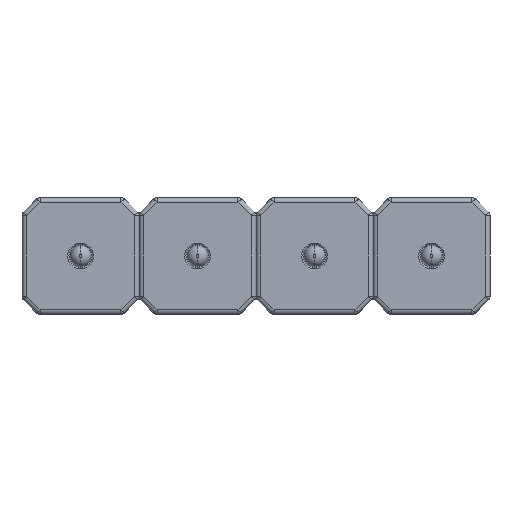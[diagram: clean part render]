
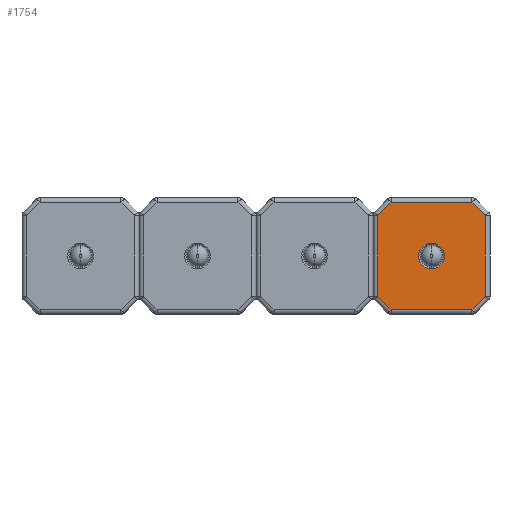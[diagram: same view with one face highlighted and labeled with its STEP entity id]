
A CAD part, front view. The second image highlights one B-rep face of the part: STEP entity #1754.
In plain terms, the highlighted planar face has unit normal (0, -1, 0).
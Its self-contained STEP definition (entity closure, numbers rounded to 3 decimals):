
#14 = AXIS2_PLACEMENT_3D ( 'NONE', #1777, #367, #2017 ) ;
#42 = ORIENTED_EDGE ( 'NONE', *, *, #2596, .T. ) ;
#83 = VECTOR ( 'NONE', #503, 1000. ) ;
#120 = VECTOR ( 'NONE', #805, 1000. ) ;
#142 = AXIS2_PLACEMENT_3D ( 'NONE', #184, #1835, #420 ) ;
#179 = DIRECTION ( 'NONE',  ( 0., 0., -1. ) ) ;
#184 = CARTESIAN_POINT ( 'NONE',  ( 0., -1.27, 0. ) ) ;
#191 = DIRECTION ( 'NONE',  ( 0.707, 0., 0.707 ) ) ;
#198 = VECTOR ( 'NONE', #291, 1000. ) ;
#212 = VECTOR ( 'NONE', #399, 1000. ) ;
#245 = VERTEX_POINT ( 'NONE', #2376 ) ;
#261 = VERTEX_POINT ( 'NONE', #2510 ) ;
#291 = DIRECTION ( 'NONE',  ( 0., 0., 1. ) ) ;
#295 = VECTOR ( 'NONE', #191, 1000. ) ;
#325 = ORIENTED_EDGE ( 'NONE', *, *, #2687, .T. ) ;
#343 = FACE_OUTER_BOUND ( 'NONE', #838, .T. ) ;
#367 = DIRECTION ( 'NONE',  ( 0., 1., 0. ) ) ;
#369 = EDGE_CURVE ( 'NONE', #803, #2764, #2174, .T. ) ;
#377 = ORIENTED_EDGE ( 'NONE', *, *, #2640, .T. ) ;
#388 = CARTESIAN_POINT ( 'NONE',  ( 0.879, -1.27, -1.17 ) ) ;
#399 = DIRECTION ( 'NONE',  ( -0.707, 0., 0.707 ) ) ;
#404 = EDGE_CURVE ( 'NONE', #245, #803, #715, .T. ) ;
#419 = CARTESIAN_POINT ( 'NONE',  ( -1.17, -1.27, 0.879 ) ) ;
#420 = DIRECTION ( 'NONE',  ( 0., 0., 1. ) ) ;
#456 = CARTESIAN_POINT ( 'NONE',  ( 1.024, -1.27, -1.024 ) ) ;
#490 = VERTEX_POINT ( 'NONE', #419 ) ;
#503 = DIRECTION ( 'NONE',  ( 0.707, 0., -0.707 ) ) ;
#514 = CIRCLE ( 'NONE', #1408, 0.28 ) ;
#604 = PLANE ( 'NONE',  #14 ) ;
#702 = CIRCLE ( 'NONE', #142, 0.28 ) ;
#715 = LINE ( 'NONE', #1736, #2483 ) ;
#743 = CARTESIAN_POINT ( 'NONE',  ( 1.17, -1.27, 0.879 ) ) ;
#751 = LINE ( 'NONE', #2195, #120 ) ;
#755 = VERTEX_POINT ( 'NONE', #1923 ) ;
#795 = LINE ( 'NONE', #1009, #83 ) ;
#798 = ORIENTED_EDGE ( 'NONE', *, *, #369, .T. ) ;
#803 = VERTEX_POINT ( 'NONE', #388 ) ;
#805 = DIRECTION ( 'NONE',  ( -0.707, 0., -0.707 ) ) ;
#838 = EDGE_LOOP ( 'NONE', ( #1704, #2738, #2190, #1673, #798, #2814, #377, #42 ) ) ;
#878 = CARTESIAN_POINT ( 'NONE',  ( -0.879, -1.27, 1.17 ) ) ;
#892 = VERTEX_POINT ( 'NONE', #2493 ) ;
#939 = CARTESIAN_POINT ( 'NONE',  ( 1.17, -1.27, -0.879 ) ) ;
#942 = VECTOR ( 'NONE', #179, 1000. ) ;
#1009 = CARTESIAN_POINT ( 'NONE',  ( -1.024, -1.27, -1.024 ) ) ;
#1023 = CARTESIAN_POINT ( 'NONE',  ( 1.17, -1.27, 0.92 ) ) ;
#1127 = DIRECTION ( 'NONE',  ( -1., 0., 0. ) ) ;
#1140 = VERTEX_POINT ( 'NONE', #1679 ) ;
#1215 = DIRECTION ( 'NONE',  ( 0., 1., 0. ) ) ;
#1243 = LINE ( 'NONE', #2478, #2961 ) ;
#1408 = AXIS2_PLACEMENT_3D ( 'NONE', #2557, #1215, #2787 ) ;
#1597 = CARTESIAN_POINT ( 'NONE',  ( 0.849, -1.27, 1.199 ) ) ;
#1613 = CARTESIAN_POINT ( 'NONE',  ( -1.17, -1.27, 0. ) ) ;
#1634 = LINE ( 'NONE', #1613, #942 ) ;
#1673 = ORIENTED_EDGE ( 'NONE', *, *, #404, .T. ) ;
#1679 = CARTESIAN_POINT ( 'NONE',  ( -1.17, -1.27, -0.879 ) ) ;
#1688 = EDGE_CURVE ( 'NONE', #2764, #2105, #2078, .T. ) ;
#1704 = ORIENTED_EDGE ( 'NONE', *, *, #2197, .T. ) ;
#1736 = CARTESIAN_POINT ( 'NONE',  ( 0., -1.27, -1.17 ) ) ;
#1749 = DIRECTION ( 'NONE',  ( 1., 0., 0. ) ) ;
#1754 = ADVANCED_FACE ( 'NONE', ( #2745, #343 ), #604, .F. ) ;
#1777 = CARTESIAN_POINT ( 'NONE',  ( 0., -1.27, 0. ) ) ;
#1835 = DIRECTION ( 'NONE',  ( 0., 1., 0. ) ) ;
#1923 = CARTESIAN_POINT ( 'NONE',  ( 0., -1.27, 0.28 ) ) ;
#2017 = DIRECTION ( 'NONE',  ( 0., 0., 1. ) ) ;
#2021 = EDGE_CURVE ( 'NONE', #892, #755, #514, .T. ) ;
#2078 = LINE ( 'NONE', #1023, #198 ) ;
#2092 = LINE ( 'NONE', #1597, #212 ) ;
#2105 = VERTEX_POINT ( 'NONE', #743 ) ;
#2156 = EDGE_CURVE ( 'NONE', #1140, #245, #795, .T. ) ;
#2174 = LINE ( 'NONE', #456, #295 ) ;
#2190 = ORIENTED_EDGE ( 'NONE', *, *, #2156, .T. ) ;
#2195 = CARTESIAN_POINT ( 'NONE',  ( -1.199, -1.27, 0.849 ) ) ;
#2197 = EDGE_CURVE ( 'NONE', #2613, #490, #751, .T. ) ;
#2227 = ORIENTED_EDGE ( 'NONE', *, *, #2021, .T. ) ;
#2376 = CARTESIAN_POINT ( 'NONE',  ( -0.879, -1.27, -1.17 ) ) ;
#2414 = EDGE_CURVE ( 'NONE', #490, #1140, #1634, .T. ) ;
#2478 = CARTESIAN_POINT ( 'NONE',  ( -0.92, -1.27, 1.17 ) ) ;
#2483 = VECTOR ( 'NONE', #1749, 1000. ) ;
#2493 = CARTESIAN_POINT ( 'NONE',  ( 0., -1.27, -0.28 ) ) ;
#2510 = CARTESIAN_POINT ( 'NONE',  ( 0.879, -1.27, 1.17 ) ) ;
#2557 = CARTESIAN_POINT ( 'NONE',  ( 0., -1.27, 0. ) ) ;
#2596 = EDGE_CURVE ( 'NONE', #261, #2613, #1243, .T. ) ;
#2613 = VERTEX_POINT ( 'NONE', #878 ) ;
#2640 = EDGE_CURVE ( 'NONE', #2105, #261, #2092, .T. ) ;
#2687 = EDGE_CURVE ( 'NONE', #755, #892, #702, .T. ) ;
#2738 = ORIENTED_EDGE ( 'NONE', *, *, #2414, .T. ) ;
#2745 = FACE_BOUND ( 'NONE', #2777, .T. ) ;
#2764 = VERTEX_POINT ( 'NONE', #939 ) ;
#2777 = EDGE_LOOP ( 'NONE', ( #325, #2227 ) ) ;
#2787 = DIRECTION ( 'NONE',  ( 0., 0., 1. ) ) ;
#2814 = ORIENTED_EDGE ( 'NONE', *, *, #1688, .T. ) ;
#2961 = VECTOR ( 'NONE', #1127, 1000. ) ;
